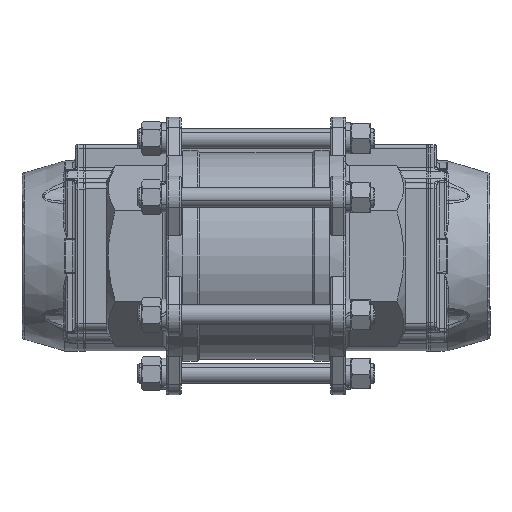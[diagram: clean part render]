
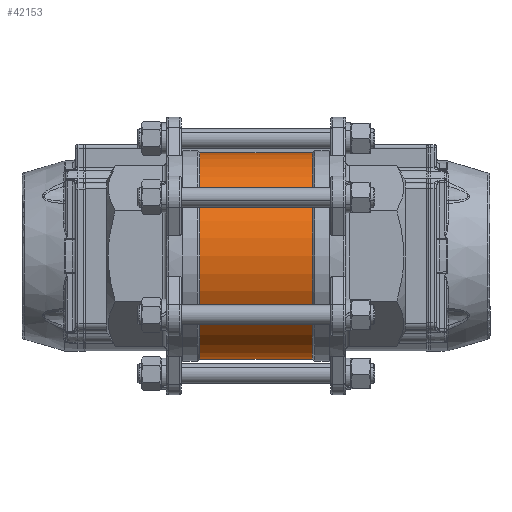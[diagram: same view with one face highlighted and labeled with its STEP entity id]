
A CAD part, front view. The second image highlights one B-rep face of the part: STEP entity #42153.
In plain terms, the highlighted cylindrical face has radius 83 mm (diameter 166 mm), a partial arc.
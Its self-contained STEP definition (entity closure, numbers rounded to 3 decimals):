
#3637=CIRCLE('',#45326,83.);
#3639=CIRCLE('',#45329,83.);
#5456=CYLINDRICAL_SURFACE('',#45331,83.);
#7713=ORIENTED_EDGE('',*,*,#19987,.F.);
#7714=ORIENTED_EDGE('',*,*,#19984,.T.);
#7715=ORIENTED_EDGE('',*,*,#19988,.T.);
#7716=ORIENTED_EDGE('',*,*,#19980,.F.);
#19980=EDGE_CURVE('',#26166,#26168,#3637,.T.);
#19984=EDGE_CURVE('',#26172,#26170,#3639,.T.);
#19987=EDGE_CURVE('',#26172,#26166,#30025,.T.);
#19988=EDGE_CURVE('',#26170,#26168,#30026,.T.);
#26166=VERTEX_POINT('',#78154);
#26168=VERTEX_POINT('',#78157);
#26170=VERTEX_POINT('',#78163);
#26172=VERTEX_POINT('',#78166);
#30025=LINE('',#78171,#32468);
#30026=LINE('',#78172,#32469);
#32468=VECTOR('',#50180,1000.);
#32469=VECTOR('',#50181,1000.);
#34986=EDGE_LOOP('',(#7713,#7714,#7715,#7716));
#38147=FACE_BOUND('',#34986,.T.);
#42153=ADVANCED_FACE('',(#38147),#5456,.T.);
#45326=AXIS2_PLACEMENT_3D('',#78156,#50165,#50166);
#45329=AXIS2_PLACEMENT_3D('',#78165,#50173,#50174);
#45331=AXIS2_PLACEMENT_3D('',#78170,#50178,#50179);
#50165=DIRECTION('',(-1.,0.,0.));
#50166=DIRECTION('',(0.,0.,1.));
#50173=DIRECTION('',(-1.,0.,0.));
#50174=DIRECTION('',(0.,0.,1.));
#50178=DIRECTION('',(-1.,0.,0.));
#50179=DIRECTION('',(0.,0.,1.));
#50180=DIRECTION('',(-1.,0.,0.));
#50181=DIRECTION('',(-1.,0.,0.));
#78154=CARTESIAN_POINT('',(-45.45,0.,-83.));
#78156=CARTESIAN_POINT('',(-45.45,0.,0.));
#78157=CARTESIAN_POINT('',(-45.45,0.,83.));
#78163=CARTESIAN_POINT('',(45.45,0.,83.));
#78165=CARTESIAN_POINT('',(45.45,0.,0.));
#78166=CARTESIAN_POINT('',(45.45,0.,-83.));
#78170=CARTESIAN_POINT('',(0.,0.,0.));
#78171=CARTESIAN_POINT('',(0.,0.,-83.));
#78172=CARTESIAN_POINT('',(0.,0.,83.));
